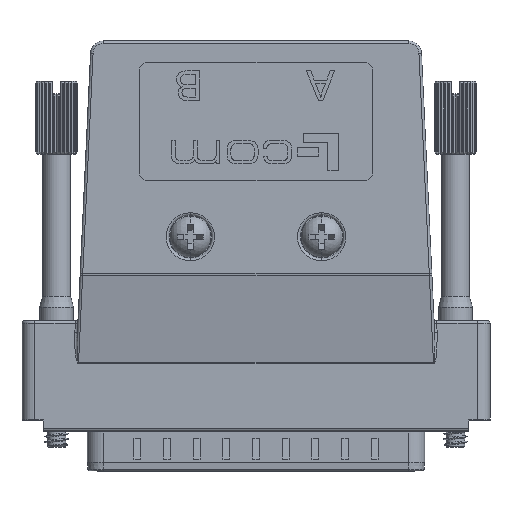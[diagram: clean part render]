
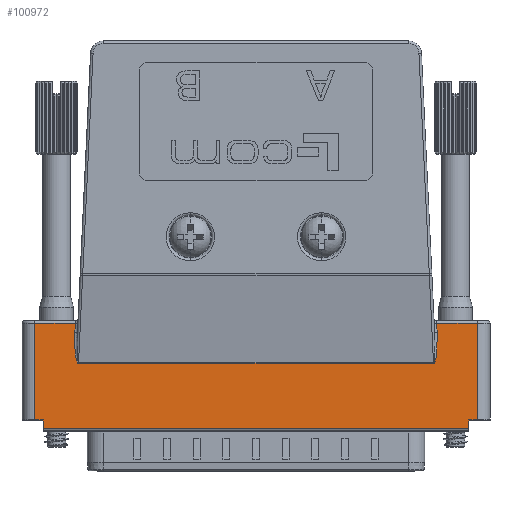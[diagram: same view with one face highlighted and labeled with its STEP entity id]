
A CAD part, top view. The second image highlights one B-rep face of the part: STEP entity #100972.
In plain terms, the highlighted planar face has unit normal (0, 0, 1).
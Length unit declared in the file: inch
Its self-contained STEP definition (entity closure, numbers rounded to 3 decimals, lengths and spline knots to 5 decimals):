
#6006 = ORIENTED_EDGE ( 'NONE', *, *, #32989, .T. ) ;
#6007 = ORIENTED_EDGE ( 'NONE', *, *, #32990, .T. ) ;
#6008 = ORIENTED_EDGE ( 'NONE', *, *, #32991, .T. ) ;
#6009 = ORIENTED_EDGE ( 'NONE', *, *, #32992, .T. ) ;
#6010 = ORIENTED_EDGE ( 'NONE', *, *, #32993, .T. ) ;
#6011 = ORIENTED_EDGE ( 'NONE', *, *, #32972, .T. ) ;
#6012 = ORIENTED_EDGE ( 'NONE', *, *, #32994, .T. ) ;
#6013 = ORIENTED_EDGE ( 'NONE', *, *, #32995, .T. ) ;
#6014 = ORIENTED_EDGE ( 'NONE', *, *, #32996, .F. ) ;
#6015 = ORIENTED_EDGE ( 'NONE', *, *, #32967, .T. ) ;
#6016 = ORIENTED_EDGE ( 'NONE', *, *, #32997, .T. ) ;
#6017 = ORIENTED_EDGE ( 'NONE', *, *, #32998, .T. ) ;
#6018 = ORIENTED_EDGE ( 'NONE', *, *, #32999, .T. ) ;
#6019 = ORIENTED_EDGE ( 'NONE', *, *, #33000, .T. ) ;
#10648 = CARTESIAN_POINT ( 'NONE',  ( -1.08661, 0.51181, 0.30512 ) ) ;
#10652 = PLANE ( 'NONE',  #11492 ) ;
#10656 = DIRECTION ( 'NONE',  ( 0., 0., -1. ) ) ;
#10657 = DIRECTION ( 'NONE',  ( -1., 0., 0. ) ) ;
#11492 = AXIS2_PLACEMENT_3D ( 'NONE', #10648, #10656, #10657 ) ;
#14579 = FACE_OUTER_BOUND ( 'NONE', #76621, .T. ) ;
#16193 = DIRECTION ( 'NONE',  ( 1., 0., 0. ) ) ;
#16209 = CARTESIAN_POINT ( 'NONE',  ( 0.98819, 0.05118, 0.30512 ) ) ;
#16248 = CARTESIAN_POINT ( 'NONE',  ( -0.98819, 0.05118, 0.30512 ) ) ;
#16253 = DIRECTION ( 'NONE',  ( 1., 0., 0. ) ) ;
#16361 = CARTESIAN_POINT ( 'NONE',  ( -0.83799, 0.31398, 0.30512 ) ) ;
#16376 = CARTESIAN_POINT ( 'NONE',  ( -0.82406, 0.31398, 0.30512 ) ) ;
#16400 = CARTESIAN_POINT ( 'NONE',  ( -0.83602, 0.31398, 0.30512 ) ) ;
#16403 = DIRECTION ( 'NONE',  ( -1., 0., 0. ) ) ;
#16408 = CARTESIAN_POINT ( 'NONE',  ( 0.84508, 0.37386, 0.30512 ) ) ;
#16410 = CARTESIAN_POINT ( 'NONE',  ( 0.84111, 0.45821, 0.30512 ) ) ;
#16413 = CARTESIAN_POINT ( 'NONE',  ( -0.84508, 0.37386, 0.30512 ) ) ;
#16415 = CARTESIAN_POINT ( 'NONE',  ( -0.84111, 0.45821, 0.30512 ) ) ;
#16420 = CARTESIAN_POINT ( 'NONE',  ( -0.83857, 0.51237, 0.30512 ) ) ;
#16425 = DIRECTION ( 'NONE',  ( 0.047, 0.999, 0. ) ) ;
#16428 = CARTESIAN_POINT ( 'NONE',  ( -1.08661, 0.5, 0.30512 ) ) ;
#16430 = DIRECTION ( 'NONE',  ( -1., 0., 0. ) ) ;
#16432 = CARTESIAN_POINT ( 'NONE',  ( -1.02756, 0.51181, 0.30512 ) ) ;
#16437 = DIRECTION ( 'NONE',  ( 0., -1., 0. ) ) ;
#16440 = CARTESIAN_POINT ( 'NONE',  ( -0.98819, 0.05118, 0.30512 ) ) ;
#16444 = DIRECTION ( 'NONE',  ( 0., -1., 0. ) ) ;
#16446 = CARTESIAN_POINT ( 'NONE',  ( -1.08661, 0.01181, 0.30512 ) ) ;
#16450 = DIRECTION ( 'NONE',  ( 1., 0., 0. ) ) ;
#16453 = CARTESIAN_POINT ( 'NONE',  ( 0.98819, 0.05118, 0.30512 ) ) ;
#16458 = DIRECTION ( 'NONE',  ( 0., -1., 0. ) ) ;
#16459 = CARTESIAN_POINT ( 'NONE',  ( 1.02756, 0.51181, 0.30512 ) ) ;
#16462 = DIRECTION ( 'NONE',  ( 0., 1., 0. ) ) ;
#16465 = CARTESIAN_POINT ( 'NONE',  ( -1.08661, 0.5, 0.30512 ) ) ;
#16470 = DIRECTION ( 'NONE',  ( -1., 0., 0. ) ) ;
#16473 = CARTESIAN_POINT ( 'NONE',  ( 0.84782, 0.31551, 0.30512 ) ) ;
#16475 = DIRECTION ( 'NONE',  ( 0.047, -0.999, 0. ) ) ;
#16485 = CARTESIAN_POINT ( 'NONE',  ( 0.83799, 0.31398, 0.30512 ) ) ;
#16488 = CARTESIAN_POINT ( 'NONE',  ( 0.82406, 0.31398, 0.30512 ) ) ;
#23294 =( BOUNDED_CURVE ( )  B_SPLINE_CURVE ( 3, ( #16376, #16361, #16413, #16415 ),
 .UNSPECIFIED., .F., .F. ) 
 B_SPLINE_CURVE_WITH_KNOTS ( ( 4, 4 ),
 ( 3.13385, 4.71239 ),
 .UNSPECIFIED. ) 
 CURVE ( )  GEOMETRIC_REPRESENTATION_ITEM ( )  RATIONAL_B_SPLINE_CURVE ( ( 1., 0.803, 0.803, 1. ) ) 
 REPRESENTATION_ITEM ( '' )  );
#23295 =( BOUNDED_CURVE ( )  B_SPLINE_CURVE ( 3, ( #16410, #16408, #16485, #16488 ),
 .UNSPECIFIED., .F., .F. ) 
 B_SPLINE_CURVE_WITH_KNOTS ( ( 4, 4 ),
 ( 1.5708, 3.14934 ),
 .UNSPECIFIED. ) 
 CURVE ( )  GEOMETRIC_REPRESENTATION_ITEM ( )  RATIONAL_B_SPLINE_CURVE ( ( 1., 0.803, 0.803, 1. ) ) 
 REPRESENTATION_ITEM ( '' )  );
#30050 = VERTEX_POINT ( 'NONE', #99144 ) ;
#30066 = VERTEX_POINT ( 'NONE', #99175 ) ;
#30067 = VERTEX_POINT ( 'NONE', #99177 ) ;
#30069 = VERTEX_POINT ( 'NONE', #99180 ) ;
#30072 = VERTEX_POINT ( 'NONE', #99186 ) ;
#30073 = VERTEX_POINT ( 'NONE', #99188 ) ;
#30077 = VERTEX_POINT ( 'NONE', #99196 ) ;
#30080 = VERTEX_POINT ( 'NONE', #99202 ) ;
#30082 = VERTEX_POINT ( 'NONE', #99206 ) ;
#30083 = VERTEX_POINT ( 'NONE', #99208 ) ;
#30084 = VERTEX_POINT ( 'NONE', #99210 ) ;
#30086 = VERTEX_POINT ( 'NONE', #99214 ) ;
#30088 = VERTEX_POINT ( 'NONE', #99218 ) ;
#30089 = VERTEX_POINT ( 'NONE', #99220 ) ;
#32967 = EDGE_CURVE ( 'NONE', #30069, #30066, #67423, .T. ) ;
#32972 = EDGE_CURVE ( 'NONE', #30067, #30050, #67442, .T. ) ;
#32989 = EDGE_CURVE ( 'NONE', #30072, #30077, #67484, .T. ) ;
#32990 = EDGE_CURVE ( 'NONE', #30077, #30082, #23294, .T. ) ;
#32991 = EDGE_CURVE ( 'NONE', #30082, #30083, #67490, .T. ) ;
#32992 = EDGE_CURVE ( 'NONE', #30083, #30084, #67491, .T. ) ;
#32993 = EDGE_CURVE ( 'NONE', #30084, #30067, #67494, .T. ) ;
#32994 = EDGE_CURVE ( 'NONE', #30050, #30080, #67497, .T. ) ;
#32995 = EDGE_CURVE ( 'NONE', #30080, #30086, #67500, .T. ) ;
#32996 = EDGE_CURVE ( 'NONE', #30069, #30086, #67503, .T. ) ;
#32997 = EDGE_CURVE ( 'NONE', #30066, #30073, #67506, .T. ) ;
#32998 = EDGE_CURVE ( 'NONE', #30073, #30088, #67509, .T. ) ;
#32999 = EDGE_CURVE ( 'NONE', #30088, #30089, #67512, .T. ) ;
#33000 = EDGE_CURVE ( 'NONE', #30089, #30072, #23295, .T. ) ;
#67423 = LINE ( 'NONE', #16209, #67432 ) ;
#67432 = VECTOR ( 'NONE', #16193, 39.37008 ) ;
#67442 = LINE ( 'NONE', #16248, #67446 ) ;
#67446 = VECTOR ( 'NONE', #16253, 39.37008 ) ;
#67484 = LINE ( 'NONE', #16400, #67488 ) ;
#67488 = VECTOR ( 'NONE', #16403, 39.37008 ) ;
#67490 = LINE ( 'NONE', #16420, #67492 ) ;
#67491 = LINE ( 'NONE', #16428, #67495 ) ;
#67492 = VECTOR ( 'NONE', #16425, 39.37008 ) ;
#67494 = LINE ( 'NONE', #16432, #67498 ) ;
#67495 = VECTOR ( 'NONE', #16430, 39.37008 ) ;
#67497 = LINE ( 'NONE', #16440, #67501 ) ;
#67498 = VECTOR ( 'NONE', #16437, 39.37008 ) ;
#67500 = LINE ( 'NONE', #16446, #67504 ) ;
#67501 = VECTOR ( 'NONE', #16444, 39.37008 ) ;
#67503 = LINE ( 'NONE', #16453, #67507 ) ;
#67504 = VECTOR ( 'NONE', #16450, 39.37008 ) ;
#67506 = LINE ( 'NONE', #16459, #67510 ) ;
#67507 = VECTOR ( 'NONE', #16458, 39.37008 ) ;
#67509 = LINE ( 'NONE', #16465, #67513 ) ;
#67510 = VECTOR ( 'NONE', #16462, 39.37008 ) ;
#67512 = LINE ( 'NONE', #16473, #67515 ) ;
#67513 = VECTOR ( 'NONE', #16470, 39.37008 ) ;
#67515 = VECTOR ( 'NONE', #16475, 39.37008 ) ;
#76621 = EDGE_LOOP ( 'NONE', ( #6006, #6007, #6008, #6009, #6010, #6011, #6012, #6013, #6014, #6015, #6016, #6017, #6018, #6019 ) ) ;
#99144 = CARTESIAN_POINT ( 'NONE',  ( -0.98819, 0.05118, 0.30512 ) ) ;
#99175 = CARTESIAN_POINT ( 'NONE',  ( 1.02756, 0.05118, 0.30512 ) ) ;
#99177 = CARTESIAN_POINT ( 'NONE',  ( -1.02756, 0.05118, 0.30512 ) ) ;
#99180 = CARTESIAN_POINT ( 'NONE',  ( 0.98819, 0.05118, 0.30512 ) ) ;
#99186 = CARTESIAN_POINT ( 'NONE',  ( 0.82406, 0.31398, 0.30512 ) ) ;
#99188 = CARTESIAN_POINT ( 'NONE',  ( 1.02756, 0.5, 0.30512 ) ) ;
#99196 = CARTESIAN_POINT ( 'NONE',  ( -0.82406, 0.31398, 0.30512 ) ) ;
#99202 = CARTESIAN_POINT ( 'NONE',  ( -0.98819, 0.01181, 0.30512 ) ) ;
#99206 = CARTESIAN_POINT ( 'NONE',  ( -0.84111, 0.45821, 0.30512 ) ) ;
#99208 = CARTESIAN_POINT ( 'NONE',  ( -0.83915, 0.5, 0.30512 ) ) ;
#99210 = CARTESIAN_POINT ( 'NONE',  ( -1.02756, 0.5, 0.30512 ) ) ;
#99214 = CARTESIAN_POINT ( 'NONE',  ( 0.98819, 0.01181, 0.30512 ) ) ;
#99218 = CARTESIAN_POINT ( 'NONE',  ( 0.83915, 0.5, 0.30512 ) ) ;
#99220 = CARTESIAN_POINT ( 'NONE',  ( 0.84111, 0.45821, 0.30512 ) ) ;
#100972 = ADVANCED_FACE ( 'NONE', ( #14579 ), #10652, .F. ) ;
